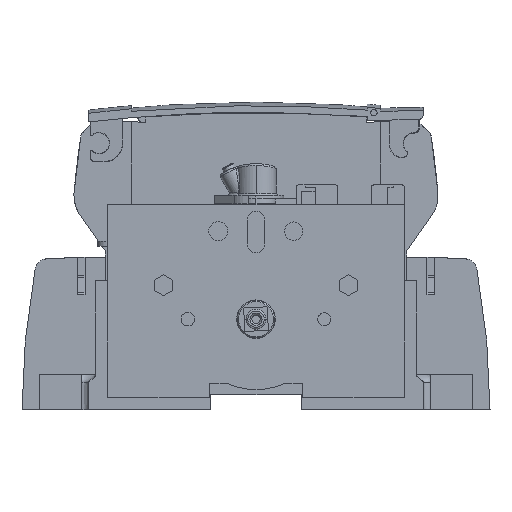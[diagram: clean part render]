
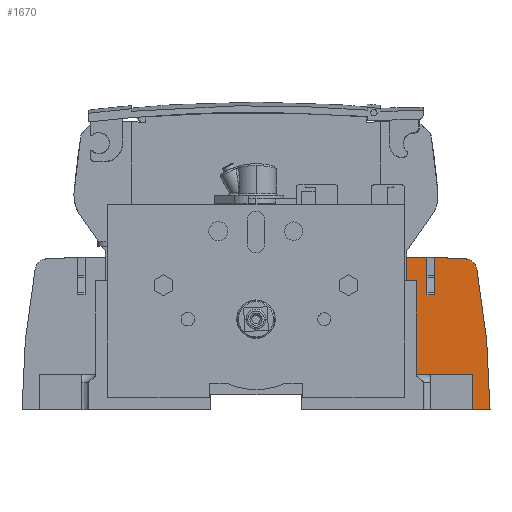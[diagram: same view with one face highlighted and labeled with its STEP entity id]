
A CAD part, front view. The second image highlights one B-rep face of the part: STEP entity #1670.
In plain terms, the highlighted planar face has unit normal (0, -1, 0).
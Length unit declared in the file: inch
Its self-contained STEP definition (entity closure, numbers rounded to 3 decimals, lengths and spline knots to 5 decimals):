
#633 = CARTESIAN_POINT ( 'NONE',  ( 2.47333, -1.87007, 0.97793 ) ) ;
#1670 = ADVANCED_FACE ( 'NONE', ( #55279 ), #88620, .T. ) ;
#2706 = DIRECTION ( 'NONE',  ( 0., -1., 0. ) ) ;
#2863 = ORIENTED_EDGE ( 'NONE', *, *, #60477, .T. ) ;
#3794 = ORIENTED_EDGE ( 'NONE', *, *, #96408, .F. ) ;
#3852 = VECTOR ( 'NONE', #65915, 39.37008 ) ;
#5051 = EDGE_CURVE ( 'NONE', #56083, #24100, #52675, .T. ) ;
#5192 = VERTEX_POINT ( 'NONE', #82201 ) ;
#6450 = VERTEX_POINT ( 'NONE', #45525 ) ;
#7246 = CARTESIAN_POINT ( 'NONE',  ( 3.28066, -1.87007, 0.9545 ) ) ;
#8171 = CARTESIAN_POINT ( 'NONE',  ( 2.61348, -1.87007, 0.97831 ) ) ;
#8195 = CARTESIAN_POINT ( 'NONE',  ( 3.45633, -1.87007, 0.79304 ) ) ;
#8510 = CARTESIAN_POINT ( 'NONE',  ( 2.3622, -1.87007, 0.97662 ) ) ;
#10817 = LINE ( 'NONE', #82265, #49984 ) ;
#11565 = DIRECTION ( 'NONE',  ( 0., 0., -1. ) ) ;
#11639 = DIRECTION ( 'NONE',  ( 0., 0., -1. ) ) ;
#11692 = LINE ( 'NONE', #66313, #50874 ) ;
#11852 = ORIENTED_EDGE ( 'NONE', *, *, #55578, .T. ) ;
#12997 = ORIENTED_EDGE ( 'NONE', *, *, #63406, .T. ) ;
#15154 = CARTESIAN_POINT ( 'NONE',  ( 2.95847, -1.87007, 0.97242 ) ) ;
#16074 = CARTESIAN_POINT ( 'NONE',  ( 2.6754, -1.87007, 0.97784 ) ) ;
#17724 = CARTESIAN_POINT ( 'NONE',  ( 2.6754, -1.87007, 0.97784 ) ) ;
#17913 = DIRECTION ( 'NONE',  ( 0., -1., 0. ) ) ;
#19084 = CARTESIAN_POINT ( 'NONE',  ( 2.17323, -1.87007, 0.6122 ) ) ;
#19944 = VERTEX_POINT ( 'NONE', #57480 ) ;
#20795 = ORIENTED_EDGE ( 'NONE', *, *, #77132, .T. ) ;
#23928 = CARTESIAN_POINT ( 'NONE',  ( 2.5431, -1.87007, 0.97826 ) ) ;
#24100 = VERTEX_POINT ( 'NONE', #29505 ) ;
#24279 = CARTESIAN_POINT ( 'NONE',  ( 3.57245, -1.87006, 0.064 ) ) ;
#24984 = VECTOR ( 'NONE', #55929, 39.37008 ) ;
#25402 = AXIS2_PLACEMENT_3D ( 'NONE', #80435, #2706, #57464 ) ;
#27511 = DIRECTION ( 'NONE',  ( 0., 0., 1. ) ) ;
#27516 = ORIENTED_EDGE ( 'NONE', *, *, #47242, .T. ) ;
#28336 = LINE ( 'NONE', #39785, #49094 ) ;
#29505 = CARTESIAN_POINT ( 'NONE',  ( 3.28066, -1.87007, 0.9545 ) ) ;
#30089 = CARTESIAN_POINT ( 'NONE',  ( 2.3622, -1.87007, 1.0788 ) ) ;
#30226 = LINE ( 'NONE', #34882, #48552 ) ;
#31762 = CARTESIAN_POINT ( 'NONE',  ( 2.52492, -1.87007, 0.97819 ) ) ;
#32119 = CARTESIAN_POINT ( 'NONE',  ( 3.63852, -1.87005, -0.67041 ) ) ;
#32212 = EDGE_CURVE ( 'NONE', #76129, #54072, #59323, .T. ) ;
#32965 = ORIENTED_EDGE ( 'NONE', *, *, #32212, .T. ) ;
#34284 = VECTOR ( 'NONE', #72885, 39.37008 ) ;
#34882 = CARTESIAN_POINT ( 'NONE',  ( 2.79704, -1.87007, 1.0788 ) ) ;
#36023 = VECTOR ( 'NONE', #65703, 39.37008 ) ;
#36757 = ORIENTED_EDGE ( 'NONE', *, *, #49409, .F. ) ;
#38370 = CARTESIAN_POINT ( 'NONE',  ( 3.45633, -1.87007, 0.79304 ) ) ;
#38901 = B_SPLINE_CURVE_WITH_KNOTS ( 'NONE', 3,
 ( #8195, #39647, #24279, #79031, #32119, #86880, #39983, #94725 ),
 .UNSPECIFIED., .F., .F.,
 ( 4, 2, 2, 4 ),
 ( 0., 0.5, 0.75, 1. ),
 .UNSPECIFIED. ) ;
#39204 = ORIENTED_EDGE ( 'NONE', *, *, #47568, .T. ) ;
#39623 = CARTESIAN_POINT ( 'NONE',  ( 2.52055, -1.87007, 0.97817 ) ) ;
#39647 = CARTESIAN_POINT ( 'NONE',  ( 3.52119, -1.87007, 0.42961 ) ) ;
#39785 = CARTESIAN_POINT ( 'NONE',  ( 2.3622, -1.87007, 0.3964 ) ) ;
#39983 = CARTESIAN_POINT ( 'NONE',  ( 3.66138, -1.87006, -1.22303 ) ) ;
#41068 = EDGE_CURVE ( 'NONE', #54072, #19944, #11692, .T. ) ;
#41443 = CARTESIAN_POINT ( 'NONE',  ( 2.3622, -1.87007, 0.97662 ) ) ;
#45472 = ORIENTED_EDGE ( 'NONE', *, *, #5051, .T. ) ;
#45480 = LINE ( 'NONE', #19084, #3852 ) ;
#45525 = CARTESIAN_POINT ( 'NONE',  ( 3.66142, -1.87007, -1.40748 ) ) ;
#46261 = CARTESIAN_POINT ( 'NONE',  ( 3.11968, -1.87007, 0.9653 ) ) ;
#46618 = ORIENTED_EDGE ( 'NONE', *, *, #56806, .T. ) ;
#47206 = CARTESIAN_POINT ( 'NONE',  ( 2.79704, -1.87007, 0.9759 ) ) ;
#47242 = EDGE_CURVE ( 'NONE', #51540, #5192, #45480, .T. ) ;
#47513 = CARTESIAN_POINT ( 'NONE',  ( 2.51916, -1.87007, 0.97816 ) ) ;
#47568 = EDGE_CURVE ( 'NONE', #62106, #69477, #28336, .T. ) ;
#48552 = VECTOR ( 'NONE', #11639, 39.37008 ) ;
#49094 = VECTOR ( 'NONE', #78511, 39.37008 ) ;
#49409 = EDGE_CURVE ( 'NONE', #76129, #5192, #10817, .T. ) ;
#49984 = VECTOR ( 'NONE', #27511, 39.37008 ) ;
#50874 = VECTOR ( 'NONE', #11565, 39.37008 ) ;
#51540 = VERTEX_POINT ( 'NONE', #64154 ) ;
#52629 = B_SPLINE_CURVE_WITH_KNOTS ( 'NONE', 3,
 ( #16074, #62922, #8171, #70805, #23928, #78681, #31762, #86528, #39623, #94373, #47513, #633, #55387, #8510 ),
 .UNSPECIFIED., .F., .F.,
 ( 4, 1, 1, 1, 1, 1, 1, 2, 2, 4 ),
 ( 0., 0.25, 0.375, 0.4375, 0.46875, 0.48438, 0.49219, 0.49609, 0.5, 1. ),
 .UNSPECIFIED. ) ;
#52675 = CIRCLE ( 'NONE', #58994, 0.19685 ) ;
#54072 = VERTEX_POINT ( 'NONE', #81732 ) ;
#55279 = FACE_OUTER_BOUND ( 'NONE', #87516, .T. ) ;
#55387 = CARTESIAN_POINT ( 'NONE',  ( 2.42113, -1.87007, 0.97742 ) ) ;
#55578 = EDGE_CURVE ( 'NONE', #19944, #6450, #69090, .T. ) ;
#55929 = DIRECTION ( 'NONE',  ( 1., 0., 0. ) ) ;
#56074 = EDGE_CURVE ( 'NONE', #24100, #96332, #91578, .T. ) ;
#56083 = VERTEX_POINT ( 'NONE', #38370 ) ;
#56806 = EDGE_CURVE ( 'NONE', #88607, #51540, #88519, .T. ) ;
#57464 = DIRECTION ( 'NONE',  ( 1., 0., 0. ) ) ;
#57480 = CARTESIAN_POINT ( 'NONE',  ( 3.38583, -1.87007, -1.40748 ) ) ;
#57800 = CARTESIAN_POINT ( 'NONE',  ( 2.3622, -1.87007, -0.8563 ) ) ;
#58994 = AXIS2_PLACEMENT_3D ( 'NONE', #64744, #17913, #72630 ) ;
#59323 = LINE ( 'NONE', #57800, #36023 ) ;
#60477 = EDGE_CURVE ( 'NONE', #92723, #88607, #52629, .T. ) ;
#60790 = ORIENTED_EDGE ( 'NONE', *, *, #56074, .T. ) ;
#62106 = VERTEX_POINT ( 'NONE', #83355 ) ;
#62922 = CARTESIAN_POINT ( 'NONE',  ( 2.6512, -1.87007, 0.97808 ) ) ;
#63406 = EDGE_CURVE ( 'NONE', #69477, #92723, #76005, .T. ) ;
#64154 = CARTESIAN_POINT ( 'NONE',  ( 2.3622, -1.87007, 0.6122 ) ) ;
#64744 = CARTESIAN_POINT ( 'NONE',  ( 3.26254, -1.87007, 0.75845 ) ) ;
#65703 = DIRECTION ( 'NONE',  ( 1., 0., 0. ) ) ;
#65915 = DIRECTION ( 'NONE',  ( 1., 0., 0. ) ) ;
#66313 = CARTESIAN_POINT ( 'NONE',  ( 3.38583, -1.87007, 1.0788 ) ) ;
#67715 = VECTOR ( 'NONE', #84807, 39.37008 ) ;
#69090 = LINE ( 'NONE', #71677, #24984 ) ;
#69477 = VERTEX_POINT ( 'NONE', #88800 ) ;
#69878 = CARTESIAN_POINT ( 'NONE',  ( 2.79704, -1.87007, 0.9759 ) ) ;
#70805 = CARTESIAN_POINT ( 'NONE',  ( 2.56697, -1.87007, 0.97832 ) ) ;
#71677 = CARTESIAN_POINT ( 'NONE',  ( 2.65748, -1.87007, -1.40748 ) ) ;
#72630 = DIRECTION ( 'NONE',  ( 1., 0., 0. ) ) ;
#72885 = DIRECTION ( 'NONE',  ( 0., 0., 1. ) ) ;
#73113 = CARTESIAN_POINT ( 'NONE',  ( 2.50984, -1.87007, -0.8563 ) ) ;
#76005 = LINE ( 'NONE', #88593, #34284 ) ;
#76129 = VERTEX_POINT ( 'NONE', #73113 ) ;
#77132 = EDGE_CURVE ( 'NONE', #96332, #62106, #30226, .T. ) ;
#78511 = DIRECTION ( 'NONE',  ( -1., 0., 0. ) ) ;
#78681 = CARTESIAN_POINT ( 'NONE',  ( 2.531, -1.87007, 0.97821 ) ) ;
#79031 = CARTESIAN_POINT ( 'NONE',  ( 3.62504, -1.87005, -0.48655 ) ) ;
#80435 = CARTESIAN_POINT ( 'NONE',  ( 2.3622, -1.87007, 1.0788 ) ) ;
#81732 = CARTESIAN_POINT ( 'NONE',  ( 3.38583, -1.87007, -0.8563 ) ) ;
#82201 = CARTESIAN_POINT ( 'NONE',  ( 2.50984, -1.87007, 0.6122 ) ) ;
#82265 = CARTESIAN_POINT ( 'NONE',  ( 2.50984, -1.87007, -0.8563 ) ) ;
#83355 = CARTESIAN_POINT ( 'NONE',  ( 2.79704, -1.87007, 0.3964 ) ) ;
#84807 = DIRECTION ( 'NONE',  ( 0., 0., -1. ) ) ;
#86528 = CARTESIAN_POINT ( 'NONE',  ( 2.52186, -1.87007, 0.97817 ) ) ;
#86880 = CARTESIAN_POINT ( 'NONE',  ( 3.6567, -1.87006, -1.03863 ) ) ;
#87516 = EDGE_LOOP ( 'NONE', ( #46618, #27516, #36757, #32965, #92144, #11852, #3794, #45472, #60790, #20795, #39204, #12997, #2863 ) ) ;
#88519 = LINE ( 'NONE', #30089, #67715 ) ;
#88593 = CARTESIAN_POINT ( 'NONE',  ( 2.6754, -1.87007, 1.0788 ) ) ;
#88607 = VERTEX_POINT ( 'NONE', #41443 ) ;
#88620 = PLANE ( 'NONE',  #25402 ) ;
#88800 = CARTESIAN_POINT ( 'NONE',  ( 2.6754, -1.87007, 0.3964 ) ) ;
#91578 = B_SPLINE_CURVE_WITH_KNOTS ( 'NONE', 3,
 ( #7246, #46261, #15154, #69878 ),
 .UNSPECIFIED., .F., .F.,
 ( 4, 4 ),
 ( 0., 1. ),
 .UNSPECIFIED. ) ;
#92144 = ORIENTED_EDGE ( 'NONE', *, *, #41068, .T. ) ;
#92723 = VERTEX_POINT ( 'NONE', #17724 ) ;
#94373 = CARTESIAN_POINT ( 'NONE',  ( 2.51968, -1.87007, 0.97816 ) ) ;
#94725 = CARTESIAN_POINT ( 'NONE',  ( 3.66142, -1.87007, -1.40748 ) ) ;
#96332 = VERTEX_POINT ( 'NONE', #47206 ) ;
#96408 = EDGE_CURVE ( 'NONE', #56083, #6450, #38901, .T. ) ;
